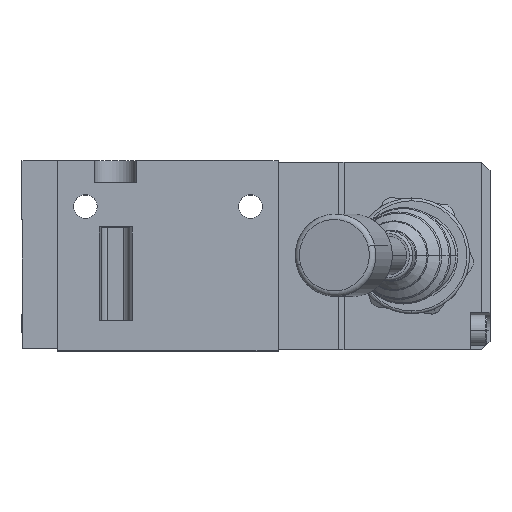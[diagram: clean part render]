
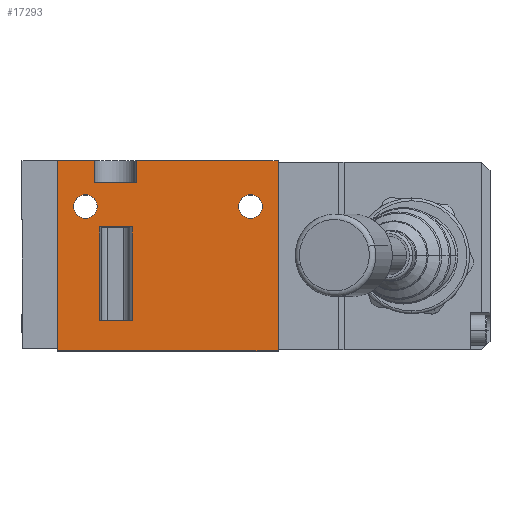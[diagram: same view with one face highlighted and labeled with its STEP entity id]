
A CAD part, top view. The second image highlights one B-rep face of the part: STEP entity #17293.
In plain terms, the highlighted planar face has unit normal (0, 0, 1).
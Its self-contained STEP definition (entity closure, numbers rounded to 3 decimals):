
#2686 = EDGE_LOOP ( 'NONE', ( #14073, #14074 ) ) ;
#2687 = EDGE_LOOP ( 'NONE', ( #14075, #14076 ) ) ;
#2688 = EDGE_LOOP ( 'NONE', ( #14077, #14078, #14079, #14080 ) ) ;
#2689 = EDGE_LOOP ( 'NONE', ( #14081, #14082, #14083, #14084, #14085, #14086, #14087, #14088 ) ) ;
#3136 = EDGE_CURVE ( 'NONE', #15604, #15603, #8447, .T. ) ;
#3143 = EDGE_CURVE ( 'NONE', #15411, #15410, #8460, .T. ) ;
#3144 = EDGE_CURVE ( 'NONE', #15415, #15414, #8462, .T. ) ;
#3145 = EDGE_CURVE ( 'NONE', #15469, #15473, #8461, .T. ) ;
#3146 = EDGE_CURVE ( 'NONE', #15468, #15474, #8464, .T. ) ;
#3147 = EDGE_CURVE ( 'NONE', #15598, #15555, #8466, .T. ) ;
#3148 = EDGE_CURVE ( 'NONE', #15557, #15604, #8468, .T. ) ;
#3149 = EDGE_CURVE ( 'NONE', #15609, #15603, #8470, .T. ) ;
#3150 = EDGE_CURVE ( 'NONE', #15610, #15609, #8472, .T. ) ;
#3151 = EDGE_CURVE ( 'NONE', #15610, #15600, #8474, .T. ) ;
#3611 = EDGE_CURVE ( 'NONE', #15555, #15557, #20550, .T. ) ;
#3654 = EDGE_CURVE ( 'NONE', #15600, #15598, #20599, .T. ) ;
#4488 = CARTESIAN_POINT ( 'NONE',  ( -15., 8.95, 13.25 ) ) ;
#4489 = DIRECTION ( 'NONE',  ( 0., 0., 1. ) ) ;
#4490 = DIRECTION ( 'NONE',  ( 1., 0., 0. ) ) ;
#4498 = CARTESIAN_POINT ( 'NONE',  ( 15., 8.95, 13.25 ) ) ;
#4499 = DIRECTION ( 'NONE',  ( 0., 0., 1. ) ) ;
#4500 = DIRECTION ( 'NONE',  ( 1., 0., 0. ) ) ;
#4671 = CARTESIAN_POINT ( 'NONE',  ( -12.5, -11.75, 13.25 ) ) ;
#4672 = DIRECTION ( 'NONE',  ( 1., 0., 0. ) ) ;
#4685 = CARTESIAN_POINT ( 'NONE',  ( -12.5, 5.25, 13.25 ) ) ;
#4686 = DIRECTION ( 'NONE',  ( 1., 0., 0. ) ) ;
#5494 = CARTESIAN_POINT ( 'NONE',  ( -17.15, 8.95, 13.25 ) ) ;
#5495 = CARTESIAN_POINT ( 'NONE',  ( -12.85, 8.95, 13.25 ) ) ;
#5498 = CARTESIAN_POINT ( 'NONE',  ( 12.85, 8.95, 13.25 ) ) ;
#5499 = CARTESIAN_POINT ( 'NONE',  ( 17.15, 8.95, 13.25 ) ) ;
#5552 = CARTESIAN_POINT ( 'NONE',  ( -12.5, -11.75, 13.25 ) ) ;
#5553 = CARTESIAN_POINT ( 'NONE',  ( -6.5, -11.75, 13.25 ) ) ;
#5557 = CARTESIAN_POINT ( 'NONE',  ( -6.5, 5.25, 13.25 ) ) ;
#5558 = CARTESIAN_POINT ( 'NONE',  ( -12.5, 5.25, 13.25 ) ) ;
#5933 = FACE_BOUND ( 'NONE', #2686, .T. ) ;
#5934 = FACE_BOUND ( 'NONE', #2687, .T. ) ;
#5935 = FACE_BOUND ( 'NONE', #2688, .T. ) ;
#5936 = FACE_OUTER_BOUND ( 'NONE', #2689, .T. ) ;
#7477 = CARTESIAN_POINT ( 'NONE',  ( -20.5, 17.25, 13.25 ) ) ;
#7478 = DIRECTION ( 'NONE',  ( -1., 0., 0. ) ) ;
#7492 = CARTESIAN_POINT ( 'NONE',  ( -15., 8.95, 13.25 ) ) ;
#7493 = DIRECTION ( 'NONE',  ( 0., 0., 1. ) ) ;
#7494 = DIRECTION ( 'NONE',  ( 1., 0., 0. ) ) ;
#7495 = CARTESIAN_POINT ( 'NONE',  ( 15., 8.95, 13.25 ) ) ;
#7496 = DIRECTION ( 'NONE',  ( 0., 0., 1. ) ) ;
#7497 = DIRECTION ( 'NONE',  ( 1., 0., 0. ) ) ;
#7498 = CARTESIAN_POINT ( 'NONE',  ( -6.5, -11.75, 13.25 ) ) ;
#7499 = DIRECTION ( 'NONE',  ( 0., 1., 0. ) ) ;
#7500 = CARTESIAN_POINT ( 'NONE',  ( -12.5, -11.75, 13.25 ) ) ;
#7501 = DIRECTION ( 'NONE',  ( 0., 1., 0. ) ) ;
#7502 = CARTESIAN_POINT ( 'NONE',  ( -20., -17.25, 13.25 ) ) ;
#7503 = DIRECTION ( 'NONE',  ( 0., -1., 0. ) ) ;
#7504 = CARTESIAN_POINT ( 'NONE',  ( 20., -17.25, 13.25 ) ) ;
#7505 = DIRECTION ( 'NONE',  ( 0., 1., 0. ) ) ;
#7506 = CARTESIAN_POINT ( 'NONE',  ( -5.75, 13.25, 13.25 ) ) ;
#7507 = DIRECTION ( 'NONE',  ( 0., 1., 0. ) ) ;
#7508 = CARTESIAN_POINT ( 'NONE',  ( -13.25, 13.25, 13.25 ) ) ;
#7509 = DIRECTION ( 'NONE',  ( 1., 0., 0. ) ) ;
#7510 = CARTESIAN_POINT ( 'NONE',  ( -13.25, 13.25, 13.25 ) ) ;
#7511 = DIRECTION ( 'NONE',  ( 0., 1., 0. ) ) ;
#7747 = AXIS2_PLACEMENT_3D ( 'NONE', #7492, #7493, #7494 ) ;
#7748 = AXIS2_PLACEMENT_3D ( 'NONE', #7495, #7496, #7497 ) ;
#8447 = LINE ( 'NONE', #7477, #8448 ) ;
#8448 = VECTOR ( 'NONE', #7478, 1000. ) ;
#8460 = CIRCLE ( 'NONE', #7747, 2.15 ) ;
#8461 = LINE ( 'NONE', #7498, #8463 ) ;
#8462 = CIRCLE ( 'NONE', #7748, 2.15 ) ;
#8463 = VECTOR ( 'NONE', #7499, 1000. ) ;
#8464 = LINE ( 'NONE', #7500, #8465 ) ;
#8465 = VECTOR ( 'NONE', #7501, 1000. ) ;
#8466 = LINE ( 'NONE', #7502, #8467 ) ;
#8467 = VECTOR ( 'NONE', #7503, 1000. ) ;
#8468 = LINE ( 'NONE', #7504, #8469 ) ;
#8469 = VECTOR ( 'NONE', #7505, 1000. ) ;
#8470 = LINE ( 'NONE', #7506, #8471 ) ;
#8471 = VECTOR ( 'NONE', #7507, 1000. ) ;
#8472 = LINE ( 'NONE', #7508, #8473 ) ;
#8473 = VECTOR ( 'NONE', #7509, 1000. ) ;
#8474 = LINE ( 'NONE', #7510, #8475 ) ;
#8475 = VECTOR ( 'NONE', #7511, 1000. ) ;
#11126 = CARTESIAN_POINT ( 'NONE',  ( -20.5, 17.25, 13.25 ) ) ;
#11127 = DIRECTION ( 'NONE',  ( -1., 0., 0. ) ) ;
#14073 = ORIENTED_EDGE ( 'NONE', *, *, #3143, .F. ) ;
#14074 = ORIENTED_EDGE ( 'NONE', *, *, #14797, .F. ) ;
#14075 = ORIENTED_EDGE ( 'NONE', *, *, #3144, .F. ) ;
#14076 = ORIENTED_EDGE ( 'NONE', *, *, #14801, .F. ) ;
#14077 = ORIENTED_EDGE ( 'NONE', *, *, #3145, .F. ) ;
#14078 = ORIENTED_EDGE ( 'NONE', *, *, #14866, .F. ) ;
#14079 = ORIENTED_EDGE ( 'NONE', *, *, #3146, .T. ) ;
#14080 = ORIENTED_EDGE ( 'NONE', *, *, #14872, .T. ) ;
#14081 = ORIENTED_EDGE ( 'NONE', *, *, #3654, .T. ) ;
#14082 = ORIENTED_EDGE ( 'NONE', *, *, #3147, .T. ) ;
#14083 = ORIENTED_EDGE ( 'NONE', *, *, #3611, .T. ) ;
#14084 = ORIENTED_EDGE ( 'NONE', *, *, #3148, .T. ) ;
#14085 = ORIENTED_EDGE ( 'NONE', *, *, #3136, .T. ) ;
#14086 = ORIENTED_EDGE ( 'NONE', *, *, #3149, .F. ) ;
#14087 = ORIENTED_EDGE ( 'NONE', *, *, #3150, .F. ) ;
#14088 = ORIENTED_EDGE ( 'NONE', *, *, #3151, .T. ) ;
#14797 = EDGE_CURVE ( 'NONE', #15410, #15411, #20105, .T. ) ;
#14801 = EDGE_CURVE ( 'NONE', #15414, #15415, #20111, .T. ) ;
#14866 = EDGE_CURVE ( 'NONE', #15468, #15469, #20199, .T. ) ;
#14872 = EDGE_CURVE ( 'NONE', #15474, #15473, #20209, .T. ) ;
#15410 = VERTEX_POINT ( 'NONE', #5494 ) ;
#15411 = VERTEX_POINT ( 'NONE', #5495 ) ;
#15414 = VERTEX_POINT ( 'NONE', #5498 ) ;
#15415 = VERTEX_POINT ( 'NONE', #5499 ) ;
#15468 = VERTEX_POINT ( 'NONE', #5552 ) ;
#15469 = VERTEX_POINT ( 'NONE', #5553 ) ;
#15473 = VERTEX_POINT ( 'NONE', #5557 ) ;
#15474 = VERTEX_POINT ( 'NONE', #5558 ) ;
#15555 = VERTEX_POINT ( 'NONE', #17778 ) ;
#15557 = VERTEX_POINT ( 'NONE', #17780 ) ;
#15598 = VERTEX_POINT ( 'NONE', #17821 ) ;
#15600 = VERTEX_POINT ( 'NONE', #17823 ) ;
#15603 = VERTEX_POINT ( 'NONE', #17826 ) ;
#15604 = VERTEX_POINT ( 'NONE', #17827 ) ;
#15609 = VERTEX_POINT ( 'NONE', #17832 ) ;
#15610 = VERTEX_POINT ( 'NONE', #17833 ) ;
#17293 = ADVANCED_FACE ( 'NONE', ( #5933, #5934, #5935, #5936 ), #18726, .T. ) ;
#17778 = CARTESIAN_POINT ( 'NONE',  ( -20., -17.25, 13.25 ) ) ;
#17780 = CARTESIAN_POINT ( 'NONE',  ( 20., -17.25, 13.25 ) ) ;
#17821 = CARTESIAN_POINT ( 'NONE',  ( -20., 17.25, 13.25 ) ) ;
#17823 = CARTESIAN_POINT ( 'NONE',  ( -13.25, 17.25, 13.25 ) ) ;
#17826 = CARTESIAN_POINT ( 'NONE',  ( -5.75, 17.25, 13.25 ) ) ;
#17827 = CARTESIAN_POINT ( 'NONE',  ( 20., 17.25, 13.25 ) ) ;
#17832 = CARTESIAN_POINT ( 'NONE',  ( -5.75, 13.25, 13.25 ) ) ;
#17833 = CARTESIAN_POINT ( 'NONE',  ( -13.25, 13.25, 13.25 ) ) ;
#18726 = PLANE ( 'NONE',  #21779 ) ;
#18727 = CARTESIAN_POINT ( 'NONE',  ( -20.5, -17.25, 13.25 ) ) ;
#18728 = DIRECTION ( 'NONE',  ( 0., 0., 1. ) ) ;
#18729 = DIRECTION ( 'NONE',  ( 1., 0., 0. ) ) ;
#20105 = CIRCLE ( 'NONE', #21584, 2.15 ) ;
#20111 = CIRCLE ( 'NONE', #21587, 2.15 ) ;
#20199 = LINE ( 'NONE', #4671, #20200 ) ;
#20200 = VECTOR ( 'NONE', #4672, 1000. ) ;
#20209 = LINE ( 'NONE', #4685, #20210 ) ;
#20210 = VECTOR ( 'NONE', #4686, 1000. ) ;
#20550 = LINE ( 'NONE', #21229, #20551 ) ;
#20551 = VECTOR ( 'NONE', #21230, 1000. ) ;
#20599 = LINE ( 'NONE', #11126, #20600 ) ;
#20600 = VECTOR ( 'NONE', #11127, 1000. ) ;
#21229 = CARTESIAN_POINT ( 'NONE',  ( -20.5, -17.25, 13.25 ) ) ;
#21230 = DIRECTION ( 'NONE',  ( 1., 0., 0. ) ) ;
#21584 = AXIS2_PLACEMENT_3D ( 'NONE', #4488, #4489, #4490 ) ;
#21587 = AXIS2_PLACEMENT_3D ( 'NONE', #4498, #4499, #4500 ) ;
#21779 = AXIS2_PLACEMENT_3D ( 'NONE', #18727, #18728, #18729 ) ;
